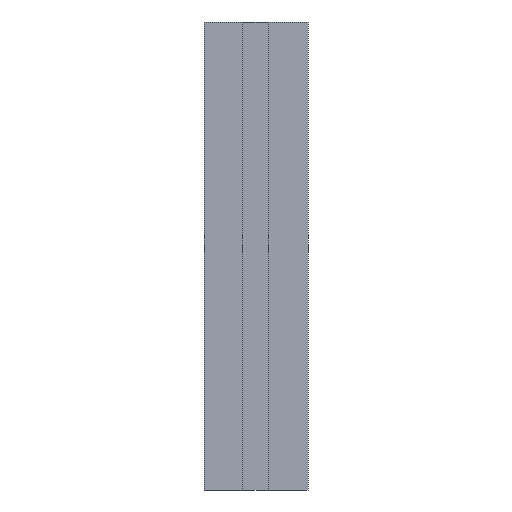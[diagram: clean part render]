
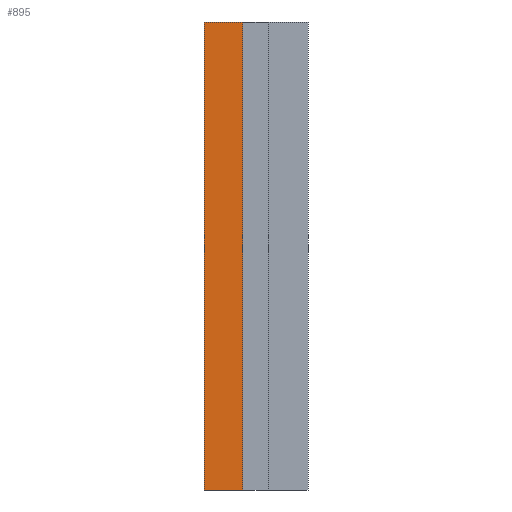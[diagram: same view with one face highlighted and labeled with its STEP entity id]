
A CAD part, front view. The second image highlights one B-rep face of the part: STEP entity #895.
In plain terms, the highlighted planar face has unit normal (0, -1, 0).
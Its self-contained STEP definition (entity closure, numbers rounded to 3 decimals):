
#33=FACE_OUTER_BOUND('',#79,.T.);
#79=EDGE_LOOP('',(#663,#664,#665,#666));
#143=LINE('',#1281,#259);
#182=LINE('',#1375,#298);
#184=LINE('',#1379,#300);
#185=LINE('',#1380,#301);
#259=VECTOR('',#1027,10.);
#298=VECTOR('',#1100,10.);
#300=VECTOR('',#1104,10.);
#301=VECTOR('',#1105,10.);
#377=VERTEX_POINT('',#1278);
#378=VERTEX_POINT('',#1280);
#416=VERTEX_POINT('',#1374);
#417=VERTEX_POINT('',#1378);
#465=EDGE_CURVE('',#378,#377,#143,.T.);
#512=EDGE_CURVE('',#416,#378,#182,.T.);
#514=EDGE_CURVE('',#417,#377,#184,.T.);
#515=EDGE_CURVE('',#417,#416,#185,.T.);
#663=ORIENTED_EDGE('',*,*,#465,.T.);
#664=ORIENTED_EDGE('',*,*,#514,.F.);
#665=ORIENTED_EDGE('',*,*,#515,.T.);
#666=ORIENTED_EDGE('',*,*,#512,.T.);
#855=PLANE('',#965);
#895=ADVANCED_FACE('',(#33),#855,.T.);
#965=AXIS2_PLACEMENT_3D('',#1377,#1102,#1103);
#1027=DIRECTION('',(-1.,0.,0.));
#1100=DIRECTION('',(0.,0.,1.));
#1102=DIRECTION('center_axis',(0.,-1.,0.));
#1103=DIRECTION('ref_axis',(1.,0.,0.));
#1104=DIRECTION('',(0.,0.,1.));
#1105=DIRECTION('',(1.,0.,0.));
#1278=CARTESIAN_POINT('',(0.,0.,90.));
#1280=CARTESIAN_POINT('',(7.5,0.,90.));
#1281=CARTESIAN_POINT('',(5.,0.,90.));
#1374=CARTESIAN_POINT('',(7.5,0.,0.));
#1375=CARTESIAN_POINT('',(7.5,0.,0.));
#1377=CARTESIAN_POINT('Origin',(0.,0.,0.));
#1378=CARTESIAN_POINT('',(0.,0.,0.));
#1379=CARTESIAN_POINT('',(0.,0.,0.));
#1380=CARTESIAN_POINT('',(0.,0.,0.));
